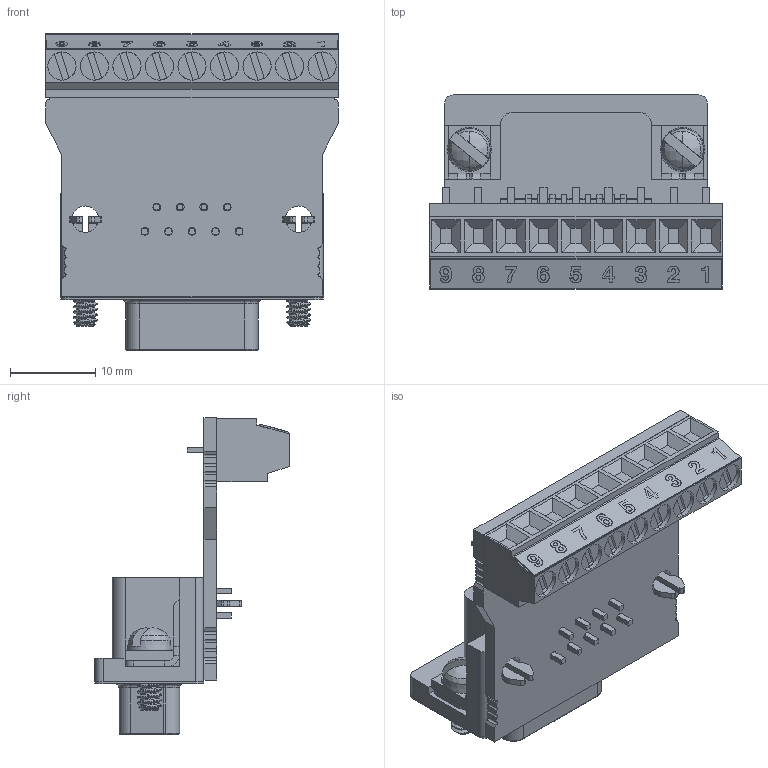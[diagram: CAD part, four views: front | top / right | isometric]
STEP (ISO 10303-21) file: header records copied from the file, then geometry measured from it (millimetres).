
FILE_DESCRIPTION (( 'STEP AP214' ), '1' );
FILE_NAME ('ZL-CMA9.STEP', '2024-10-14T12:42:38', ( '' ), ( '' ), 'SwSTEP 2.0', 'SolidWorks 2021', '' );
FILE_SCHEMA (( 'AUTOMOTIVE_DESIGN' ));
Length unit declared in the file: inch
Products named in the file (1): ZL-CMA9
Bounding box: 34.29 x 22.8 x 37.03 mm (x, y, z)
Volume: 7069.7 mm3; surface area: 8307.6 mm2
Topology: 13 solids, 13 shells, 1051 faces, 2752 edges, 1800 vertices
Faces by surface type: plane 637, cylinder 233, bspline 153, cone 28
Entity records: 45544 total; most frequent: CARTESIAN_POINT 20389, ORIENTED_EDGE 5504, DIRECTION 4584, EDGE_CURVE 2752, VECTOR 1826, LINE 1826, VERTEX_POINT 1800, AXIS2_PLACEMENT_3D 1379
